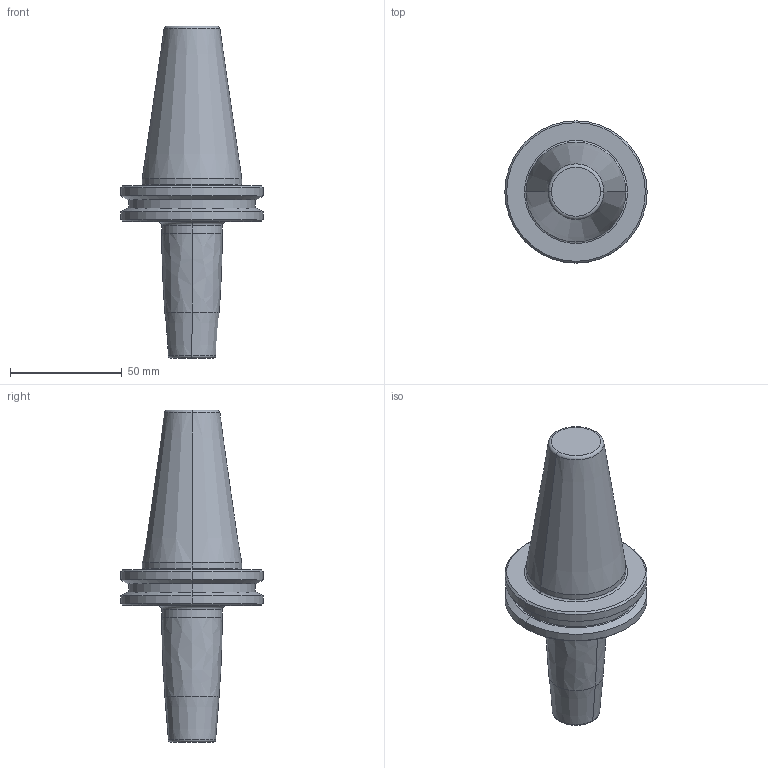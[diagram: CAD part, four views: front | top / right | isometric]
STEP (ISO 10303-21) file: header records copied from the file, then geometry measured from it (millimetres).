
FILE_DESCRIPTION((''),'2;1');
FILE_NAME('607663517-000-00-E43','2022-05-25T13:56:48',('bahnemannr'),(''),'CREO PARAMETRIC BY PTC INC, 2021184','CREO PARAMETRIC BY PTC INC, 2021184','');
FILE_SCHEMA(('AP242_MANAGED_MODEL_BASED_3D_ENGINEERING_MIM_LF { 1 0 10303 442 1 1 4 }'));
Length unit declared in the file: millimetre
Products named in the file (1): 607663517-000-00-E43
Bounding box: 63.5 x 63.5 x 148.25 mm (x, y, z)
Volume: 145490.6 mm3; surface area: 22238.2 mm2
Topology: 1 solids, 1 shells, 43 faces, 84 edges, 48 vertices
Faces by surface type: cylinder 12, cone 12, torus 10, plane 7, bspline 2
Entity records: 1996 total; most frequent: CARTESIAN_POINT 235, DIRECTION 234, ORIENTED_EDGE 168, AXIS2_PLACEMENT_3D 105, PRESENTATION_STYLE_ASSIGNMENT 88, STYLED_ITEM 88, CURVE_STYLE 87, PROPERTY_DEFINITION 86
